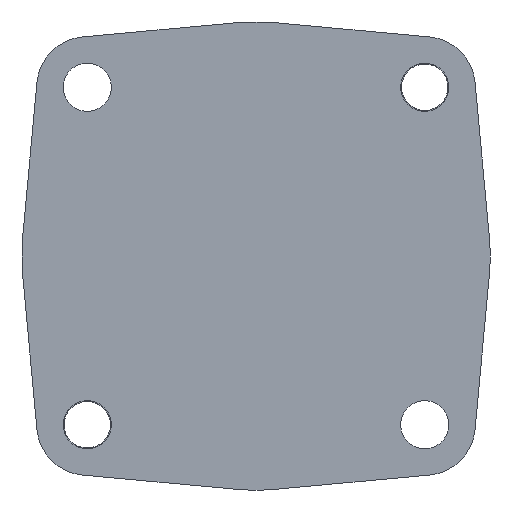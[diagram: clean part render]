
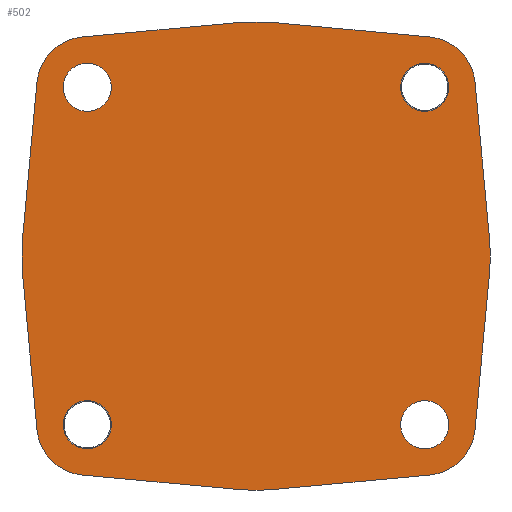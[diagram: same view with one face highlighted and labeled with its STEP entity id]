
A CAD part, left-side view. The second image highlights one B-rep face of the part: STEP entity #502.
In plain terms, the highlighted planar face has unit normal (-1, 0, 0).
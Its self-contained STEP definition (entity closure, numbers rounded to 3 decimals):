
#18=FACE_BOUND('',#84,.T.);
#19=FACE_BOUND('',#85,.T.);
#20=FACE_BOUND('',#86,.T.);
#21=FACE_BOUND('',#87,.T.);
#33=PLANE('',#562);
#53=FACE_OUTER_BOUND('',#83,.T.);
#83=EDGE_LOOP('',(#396,#397,#398,#399,#400,#401,#402,#403,#404,#405,#406,
#407,#408,#409,#410,#411));
#84=EDGE_LOOP('',(#412));
#85=EDGE_LOOP('',(#413));
#86=EDGE_LOOP('',(#414));
#87=EDGE_LOOP('',(#415));
#108=LINE('',#777,#146);
#110=LINE('',#781,#148);
#113=LINE('',#789,#151);
#116=LINE('',#797,#154);
#119=LINE('',#805,#157);
#122=LINE('',#813,#160);
#125=LINE('',#821,#163);
#128=LINE('',#829,#166);
#146=VECTOR('',#623,1000.);
#148=VECTOR('',#627,1000.);
#151=VECTOR('',#636,1000.);
#154=VECTOR('',#645,1000.);
#157=VECTOR('',#654,1000.);
#160=VECTOR('',#663,1000.);
#163=VECTOR('',#672,1000.);
#166=VECTOR('',#681,1000.);
#174=CIRCLE('',#526,11.);
#187=CIRCLE('',#543,51.);
#188=CIRCLE('',#546,11.);
#189=CIRCLE('',#549,51.);
#190=CIRCLE('',#552,11.);
#191=CIRCLE('',#555,51.);
#192=CIRCLE('',#558,11.);
#193=CIRCLE('',#561,51.);
#194=CIRCLE('',#563,5.25);
#195=CIRCLE('',#564,5.25);
#196=CIRCLE('',#565,5.25);
#197=CIRCLE('',#566,5.25);
#202=VERTEX_POINT('',#729);
#203=VERTEX_POINT('',#730);
#224=VERTEX_POINT('',#776);
#225=VERTEX_POINT('',#780);
#226=VERTEX_POINT('',#784);
#227=VERTEX_POINT('',#788);
#228=VERTEX_POINT('',#792);
#229=VERTEX_POINT('',#796);
#230=VERTEX_POINT('',#800);
#231=VERTEX_POINT('',#804);
#232=VERTEX_POINT('',#808);
#233=VERTEX_POINT('',#812);
#234=VERTEX_POINT('',#816);
#235=VERTEX_POINT('',#820);
#236=VERTEX_POINT('',#824);
#237=VERTEX_POINT('',#828);
#238=VERTEX_POINT('',#834);
#239=VERTEX_POINT('',#836);
#240=VERTEX_POINT('',#838);
#241=VERTEX_POINT('',#840);
#246=EDGE_CURVE('',#202,#203,#174,.T.);
#269=EDGE_CURVE('',#224,#202,#108,.T.);
#271=EDGE_CURVE('',#203,#225,#110,.T.);
#273=EDGE_CURVE('',#225,#226,#187,.T.);
#275=EDGE_CURVE('',#226,#227,#113,.T.);
#277=EDGE_CURVE('',#227,#228,#188,.T.);
#279=EDGE_CURVE('',#228,#229,#116,.T.);
#281=EDGE_CURVE('',#229,#230,#189,.T.);
#283=EDGE_CURVE('',#230,#231,#119,.T.);
#285=EDGE_CURVE('',#231,#232,#190,.T.);
#287=EDGE_CURVE('',#232,#233,#122,.T.);
#289=EDGE_CURVE('',#233,#234,#191,.T.);
#291=EDGE_CURVE('',#234,#235,#125,.T.);
#293=EDGE_CURVE('',#235,#236,#192,.T.);
#295=EDGE_CURVE('',#236,#237,#128,.T.);
#297=EDGE_CURVE('',#237,#224,#193,.T.);
#298=EDGE_CURVE('',#238,#238,#194,.T.);
#299=EDGE_CURVE('',#239,#239,#195,.T.);
#300=EDGE_CURVE('',#240,#240,#196,.T.);
#301=EDGE_CURVE('',#241,#241,#197,.T.);
#396=ORIENTED_EDGE('',*,*,#271,.F.);
#397=ORIENTED_EDGE('',*,*,#246,.F.);
#398=ORIENTED_EDGE('',*,*,#269,.F.);
#399=ORIENTED_EDGE('',*,*,#297,.F.);
#400=ORIENTED_EDGE('',*,*,#295,.F.);
#401=ORIENTED_EDGE('',*,*,#293,.F.);
#402=ORIENTED_EDGE('',*,*,#291,.F.);
#403=ORIENTED_EDGE('',*,*,#289,.F.);
#404=ORIENTED_EDGE('',*,*,#287,.F.);
#405=ORIENTED_EDGE('',*,*,#285,.F.);
#406=ORIENTED_EDGE('',*,*,#283,.F.);
#407=ORIENTED_EDGE('',*,*,#281,.F.);
#408=ORIENTED_EDGE('',*,*,#279,.F.);
#409=ORIENTED_EDGE('',*,*,#277,.F.);
#410=ORIENTED_EDGE('',*,*,#275,.F.);
#411=ORIENTED_EDGE('',*,*,#273,.F.);
#412=ORIENTED_EDGE('',*,*,#298,.T.);
#413=ORIENTED_EDGE('',*,*,#299,.T.);
#414=ORIENTED_EDGE('',*,*,#300,.T.);
#415=ORIENTED_EDGE('',*,*,#301,.T.);
#502=ADVANCED_FACE('',(#53,#18,#19,#20,#21),#33,.F.);
#526=AXIS2_PLACEMENT_3D('',#731,#583,#584);
#543=AXIS2_PLACEMENT_3D('',#785,#631,#632);
#546=AXIS2_PLACEMENT_3D('',#793,#640,#641);
#549=AXIS2_PLACEMENT_3D('',#801,#649,#650);
#552=AXIS2_PLACEMENT_3D('',#809,#658,#659);
#555=AXIS2_PLACEMENT_3D('',#817,#667,#668);
#558=AXIS2_PLACEMENT_3D('',#825,#676,#677);
#561=AXIS2_PLACEMENT_3D('',#832,#685,#686);
#562=AXIS2_PLACEMENT_3D('',#833,#687,#688);
#563=AXIS2_PLACEMENT_3D('',#835,#689,#690);
#564=AXIS2_PLACEMENT_3D('',#837,#691,#692);
#565=AXIS2_PLACEMENT_3D('',#839,#693,#694);
#566=AXIS2_PLACEMENT_3D('',#841,#695,#696);
#583=DIRECTION('center_axis',(1.,0.,0.));
#584=DIRECTION('ref_axis',(0.,0.,-1.));
#623=DIRECTION('',(0.,-0.092,0.996));
#627=DIRECTION('',(0.,-0.996,0.092));
#631=DIRECTION('center_axis',(1.,0.,0.));
#632=DIRECTION('ref_axis',(0.,0.,-1.));
#636=DIRECTION('',(0.,-0.996,-0.092));
#640=DIRECTION('center_axis',(1.,0.,0.));
#641=DIRECTION('ref_axis',(0.,0.,-1.));
#645=DIRECTION('',(0.,-0.092,-0.996));
#649=DIRECTION('center_axis',(1.,0.,0.));
#650=DIRECTION('ref_axis',(0.,0.,-1.));
#654=DIRECTION('',(0.,0.092,-0.996));
#658=DIRECTION('center_axis',(1.,0.,0.));
#659=DIRECTION('ref_axis',(0.,0.,-1.));
#663=DIRECTION('',(0.,0.996,-0.092));
#667=DIRECTION('center_axis',(1.,0.,0.));
#668=DIRECTION('ref_axis',(0.,0.,-1.));
#672=DIRECTION('',(0.,0.996,0.092));
#676=DIRECTION('center_axis',(1.,0.,0.));
#677=DIRECTION('ref_axis',(0.,0.,-1.));
#681=DIRECTION('',(0.,0.092,0.996));
#685=DIRECTION('center_axis',(1.,0.,0.));
#686=DIRECTION('ref_axis',(0.,0.,-1.));
#687=DIRECTION('center_axis',(1.,0.,0.));
#688=DIRECTION('ref_axis',(0.,0.,-1.));
#689=DIRECTION('center_axis',(1.,0.,0.));
#690=DIRECTION('ref_axis',(0.,0.,-1.));
#691=DIRECTION('center_axis',(1.,0.,0.));
#692=DIRECTION('ref_axis',(0.,0.,-1.));
#693=DIRECTION('center_axis',(1.,0.,0.));
#694=DIRECTION('ref_axis',(0.,0.,-1.));
#695=DIRECTION('center_axis',(1.,0.,0.));
#696=DIRECTION('ref_axis',(0.,0.,-1.));
#729=CARTESIAN_POINT('',(-4.27,47.723,37.783));
#730=CARTESIAN_POINT('',(-4.27,37.783,47.723));
#731=CARTESIAN_POINT('Origin',(-4.27,36.77,36.77));
#776=CARTESIAN_POINT('',(-4.27,50.783,4.697));
#777=CARTESIAN_POINT('',(-4.27,50.783,4.697));
#780=CARTESIAN_POINT('',(-4.27,4.697,50.783));
#781=CARTESIAN_POINT('',(-4.27,37.783,47.723));
#784=CARTESIAN_POINT('',(-4.27,-4.697,50.783));
#785=CARTESIAN_POINT('Origin',(-4.27,0.,0.));
#788=CARTESIAN_POINT('',(-4.27,-37.783,47.723));
#789=CARTESIAN_POINT('',(-4.27,-4.697,50.783));
#792=CARTESIAN_POINT('',(-4.27,-47.723,37.783));
#793=CARTESIAN_POINT('Origin',(-4.27,-36.77,36.77));
#796=CARTESIAN_POINT('',(-4.27,-50.783,4.697));
#797=CARTESIAN_POINT('',(-4.27,-47.723,37.783));
#800=CARTESIAN_POINT('',(-4.27,-50.783,-4.697));
#801=CARTESIAN_POINT('Origin',(-4.27,0.,0.));
#804=CARTESIAN_POINT('',(-4.27,-47.723,-37.783));
#805=CARTESIAN_POINT('',(-4.27,-50.783,-4.697));
#808=CARTESIAN_POINT('',(-4.27,-37.783,-47.723));
#809=CARTESIAN_POINT('Origin',(-4.27,-36.77,-36.77));
#812=CARTESIAN_POINT('',(-4.27,-4.697,-50.783));
#813=CARTESIAN_POINT('',(-4.27,-37.783,-47.723));
#816=CARTESIAN_POINT('',(-4.27,4.697,-50.783));
#817=CARTESIAN_POINT('Origin',(-4.27,0.,0.));
#820=CARTESIAN_POINT('',(-4.27,37.783,-47.723));
#821=CARTESIAN_POINT('',(-4.27,4.697,-50.783));
#824=CARTESIAN_POINT('',(-4.27,47.723,-37.783));
#825=CARTESIAN_POINT('Origin',(-4.27,36.77,-36.77));
#828=CARTESIAN_POINT('',(-4.27,50.783,-4.697));
#829=CARTESIAN_POINT('',(-4.27,47.723,-37.783));
#832=CARTESIAN_POINT('Origin',(-4.27,0.,0.));
#833=CARTESIAN_POINT('Origin',(-4.27,0.,0.));
#834=CARTESIAN_POINT('',(-4.27,-36.77,42.02));
#835=CARTESIAN_POINT('Origin',(-4.27,-36.77,36.77));
#836=CARTESIAN_POINT('',(-4.27,36.77,-31.52));
#837=CARTESIAN_POINT('Origin',(-4.27,36.77,-36.77));
#838=CARTESIAN_POINT('',(-4.27,-36.77,-31.52));
#839=CARTESIAN_POINT('Origin',(-4.27,-36.77,-36.77));
#840=CARTESIAN_POINT('',(-4.27,36.77,42.02));
#841=CARTESIAN_POINT('Origin',(-4.27,36.77,36.77));
